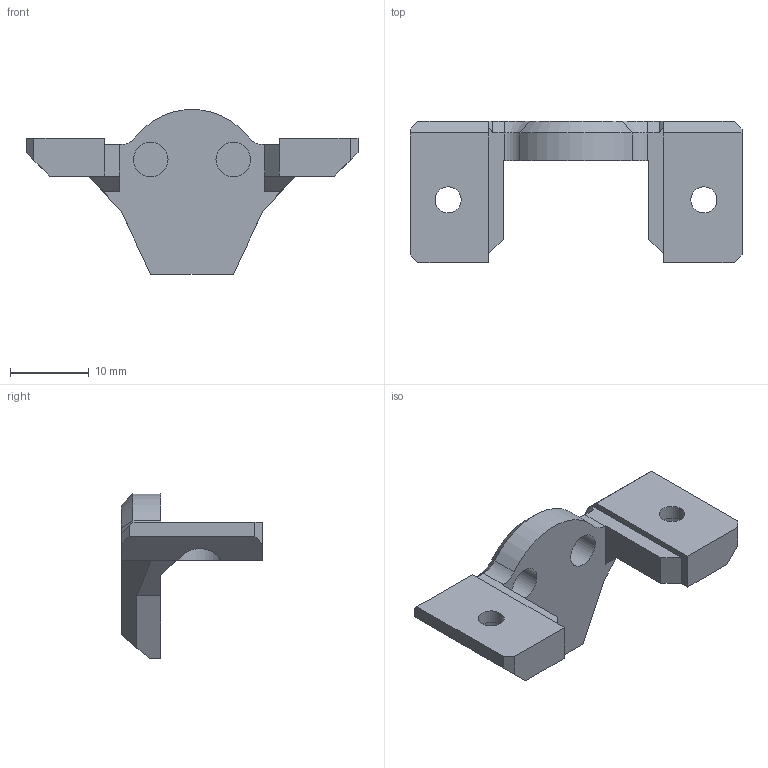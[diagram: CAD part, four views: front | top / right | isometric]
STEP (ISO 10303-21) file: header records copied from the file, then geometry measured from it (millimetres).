
FILE_DESCRIPTION(('FreeCAD Model'),'2;1');
FILE_NAME('Open CASCADE Shape Model','2024-05-11T00:07:21',(''),(''), 'Open CASCADE STEP processor 7.6','FreeCAD','Unknown');
FILE_SCHEMA(('AUTOMOTIVE_DESIGN { 1 0 10303 214 1 1 1 1 }'));
Length unit declared in the file: millimetre
Products named in the file (1): Eddy_Mount
Bounding box: 42.2 x 18 x 20.95 mm (x, y, z)
Volume: 2943.1 mm3; surface area: 2355.9 mm2
Topology: 1 solids, 1 shells, 62 faces, 174 edges, 116 vertices
Faces by surface type: plane 50, cylinder 9, cone 3
Full cylindrical faces by diameter (mm): 3.3 x2, 4.4 x2
Entity records: 2011 total; most frequent: CARTESIAN_POINT 353, ORIENTED_EDGE 348, DIRECTION 323, EDGE_CURVE 174, LINE 151, VECTOR 151, VERTEX_POINT 116, AXIS2_PLACEMENT_3D 86
